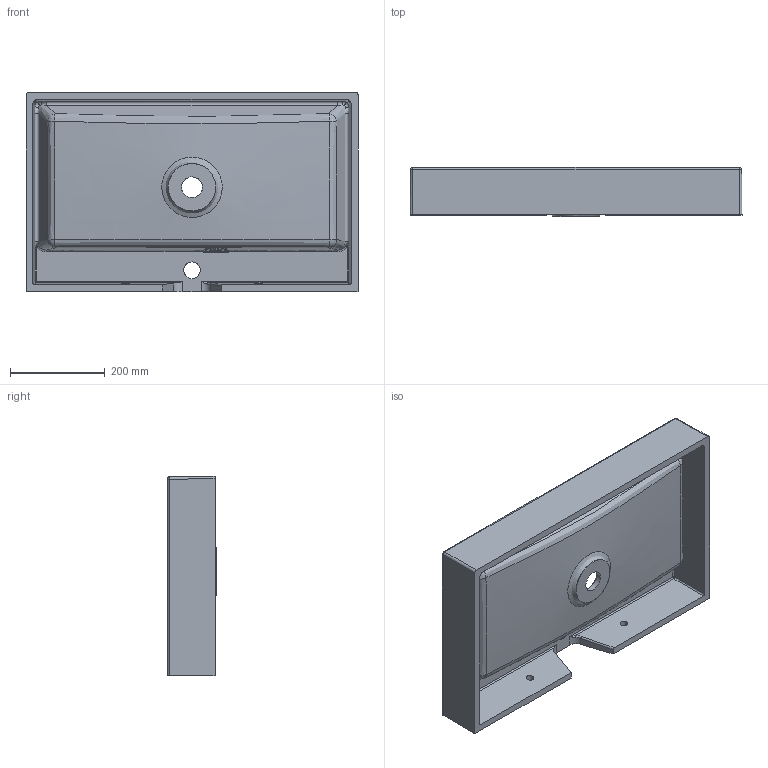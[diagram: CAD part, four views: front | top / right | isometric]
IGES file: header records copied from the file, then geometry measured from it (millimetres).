
Global section: file name: 150a2a9b-dcc1-4f45-882d-ba420ec682f5; native system: unknown; preprocessor: unknown; author: unknown; organization: unknown; date: 20200629.094948; units: millimetre
Bounding box: 700 x 103 x 420 mm (x, y, z)
Volume: 7970452 mm3; surface area: 1106286.1 mm2
Topology: 1 solids, 1 shells, 135 faces, 349 edges, 207 vertices
Faces by surface type: bspline 135
